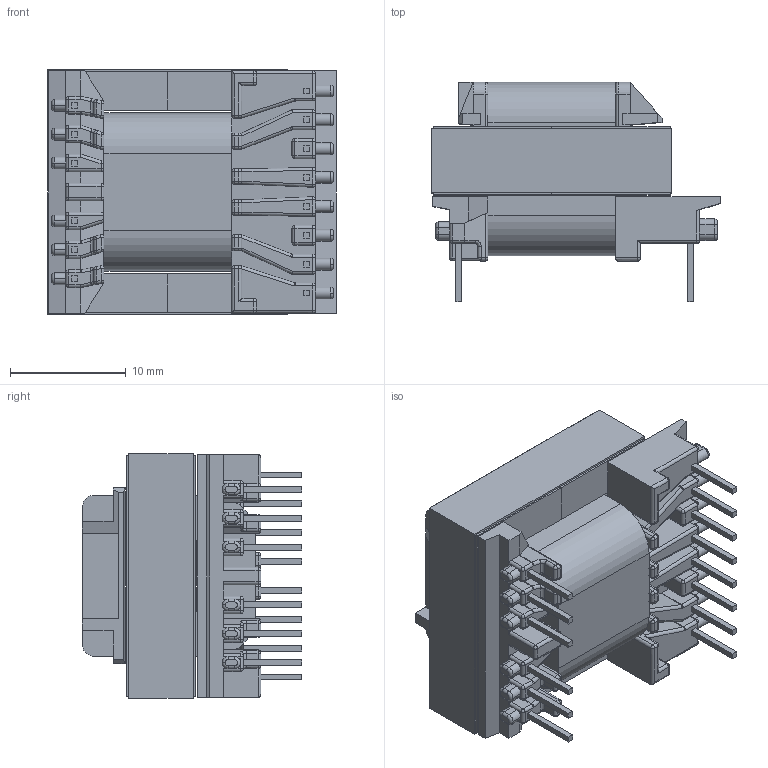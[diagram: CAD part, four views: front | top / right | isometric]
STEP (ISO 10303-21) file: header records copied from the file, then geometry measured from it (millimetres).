
FILE_DESCRIPTION (( 'STEP AP214' ), '1' );
FILE_NAME ('EE20-10-6_5643.STEP', '2019-01-31T16:59:05', ( '' ), ( '' ), 'SwSTEP 2.0', 'SolidWorks 2017', '' );
FILE_SCHEMA (( 'AUTOMOTIVE_DESIGN' ));
Length unit declared in the file: millimetre
Products named in the file (5): 440-9987-2107; 150-2107_6B; 070-5643_coil; 070-5643_6A; EE20-10-6_5643
Assembly tree (5 placements, depth 2):
  EE20-10-6_5643
    070-5643_6A
    070-5643_coil
    150-2107_6B  x2
    440-9987-2107
Bounding box: 24.9 x 18.91 x 21.12 mm (x, y, z)
Volume: 4715.3 mm3; surface area: 6491.2 mm2
Topology: 5 solids, 5 shells, 833 faces, 2078 edges, 1191 vertices
Faces by surface type: plane 366, cylinder 311, sphere 86, torus 62, bspline 8
Entity records: 24694 total; most frequent: CARTESIAN_POINT 4344, DIRECTION 4173, ORIENTED_EDGE 3906, EDGE_CURVE 1953, AXIS2_PLACEMENT_3D 1476, VECTOR 1221, LINE 1221, VERTEX_POINT 1155
